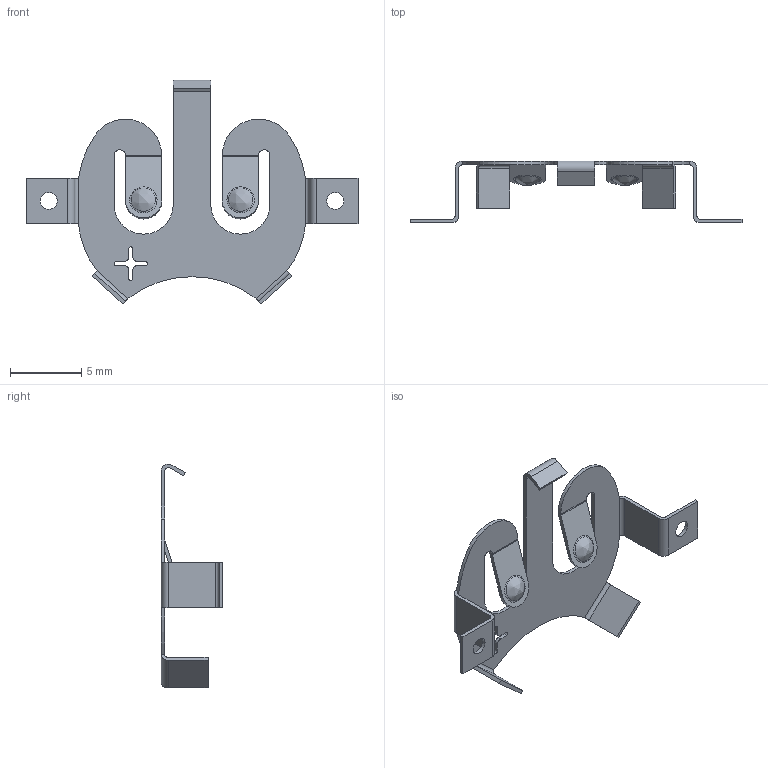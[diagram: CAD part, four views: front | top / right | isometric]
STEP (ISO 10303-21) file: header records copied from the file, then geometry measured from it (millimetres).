
FILE_DESCRIPTION (( 'STEP AP214' ), '1' );
FILE_NAME ('2896TR.STEP', '2018-09-20T15:36:38', ( '' ), ( '' ), 'SwSTEP 2.0', 'SolidWorks 2013', '' );
FILE_SCHEMA (( 'AUTOMOTIVE_DESIGN' ));
Length unit declared in the file: inch
Products named in the file (1): 2896TR
Bounding box: 23.37 x 4.34 x 15.76 mm (x, y, z)
Volume: 56.1 mm3; surface area: 486.4 mm2
Topology: 1 solids, 1 shells, 98 faces, 254 edges, 162 vertices
Faces by surface type: plane 49, cylinder 41, bspline 8
Full cylindrical faces by diameter (mm): 1.194 x2
Entity records: 4644 total; most frequent: CARTESIAN_POINT 925, DIRECTION 510, ORIENTED_EDGE 492, EDGE_CURVE 246, AXIS2_PLACEMENT_3D 177, VERTEX_POINT 160, LINE 156, VECTOR 156
